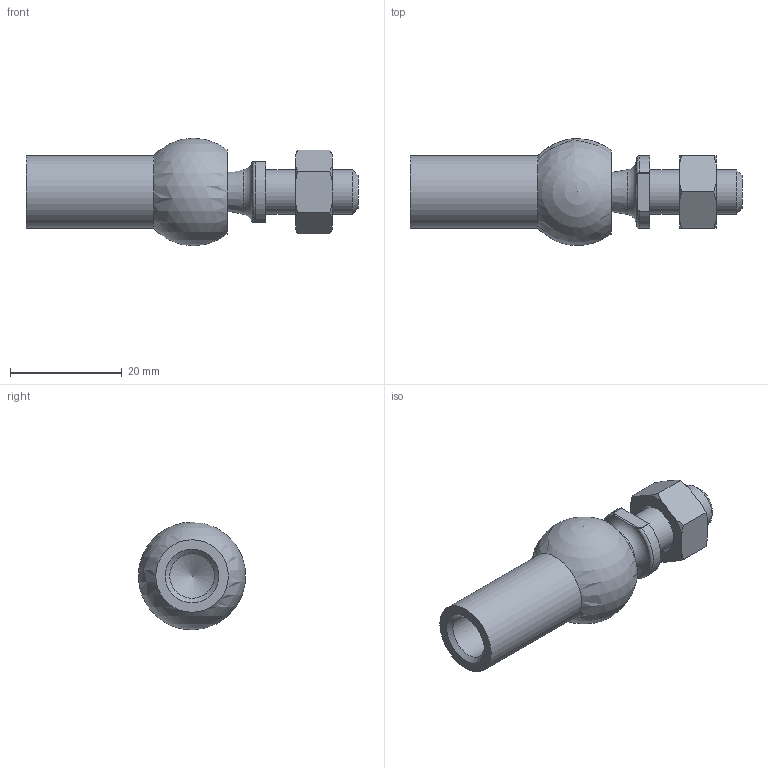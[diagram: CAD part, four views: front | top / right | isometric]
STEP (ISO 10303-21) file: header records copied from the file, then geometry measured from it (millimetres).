
FILE_DESCRIPTION (( 'STEP AP214' ), '1' );
FILE_NAME ('75.02.03.0003.step', '2021-04-02T18:00:11', ( '' ), ( '' ), 'SwSTEP 2.0', 'SolidWorks 2021', '' );
FILE_SCHEMA (( 'AUTOMOTIVE_DESIGN' ));
Length unit declared in the file: millimetre
Products named in the file (1): 75.02.03.0003
Bounding box: 59.5 x 19.16 x 19.3 mm (x, y, z)
Volume: 7149.2 mm3; surface area: 4879.8 mm2
Topology: 4 solids, 4 shells, 64 faces, 147 edges, 94 vertices
Faces by surface type: cone 19, plane 18, cylinder 13, bspline 6, torus 5, sphere 3
Full cylindrical faces by diameter (mm): 8 x3, 13 x1, 13.756 x2, 14.756 x1
Entity records: 1921 total; most frequent: CARTESIAN_POINT 587, DIRECTION 256, ORIENTED_EDGE 238, EDGE_CURVE 119, AXIS2_PLACEMENT_3D 114, EDGE_LOOP 88, VERTEX_POINT 85, FACE_OUTER_BOUND 74
